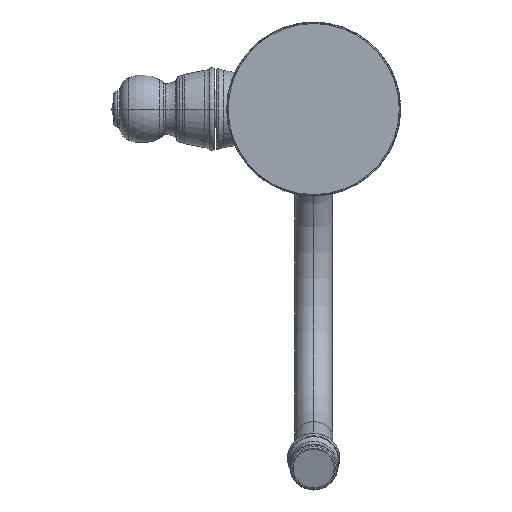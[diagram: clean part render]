
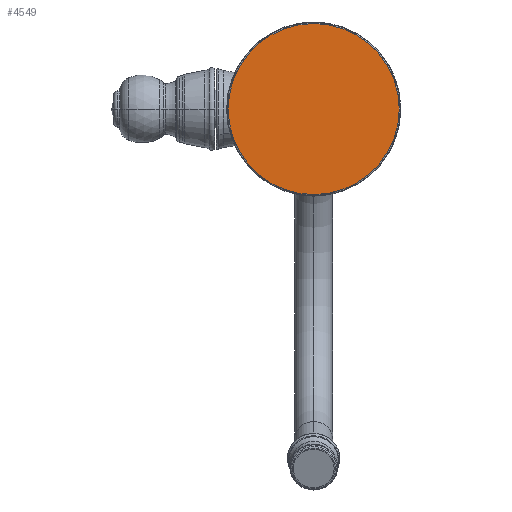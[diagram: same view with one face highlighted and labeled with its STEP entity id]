
A CAD part, front view. The second image highlights one B-rep face of the part: STEP entity #4549.
In plain terms, the highlighted planar face has unit normal (0, -1, 0).
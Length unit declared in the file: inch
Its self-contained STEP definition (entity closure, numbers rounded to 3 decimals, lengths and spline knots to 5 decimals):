
#1690=CARTESIAN_POINT('',(0.,0.,0.));
#1691=DIRECTION('',(0.,1.,0.));
#1692=DIRECTION('',(1.,0.,0.));
#1693=AXIS2_PLACEMENT_3D('',#1690,#1691,#1692);
#1695=CARTESIAN_POINT('',(0.,0.,0.));
#1696=DIRECTION('',(0.,1.,0.));
#1697=DIRECTION('',(-1.,0.,0.));
#1698=AXIS2_PLACEMENT_3D('',#1695,#1696,#1697);
#1728=CARTESIAN_POINT('',(1.13029,0.,0.));
#1729=CARTESIAN_POINT('',(-1.13029,0.,0.));
#1730=VERTEX_POINT('',#1728);
#1731=VERTEX_POINT('',#1729);
#4540=CARTESIAN_POINT('',(0.,0.,0.));
#4541=DIRECTION('',(0.,-1.,0.));
#4542=DIRECTION('',(-1.,0.,0.));
#4543=AXIS2_PLACEMENT_3D('',#4540,#4541,#4542);
#4544=PLANE('',#4543);
#4545=ORIENTED_EDGE('',*,*,#4507,.T.);
#4546=ORIENTED_EDGE('',*,*,#4522,.T.);
#4547=EDGE_LOOP('',(#4545,#4546));
#4548=FACE_OUTER_BOUND('',#4547,.F.);
#4549=ADVANCED_FACE('',(#4548),#4544,.T.);
#1694=CIRCLE('',#1693,1.13029);
#1699=CIRCLE('',#1698,1.13029);
#4507=EDGE_CURVE('',#1730,#1731,#1694,.T.);
#4522=EDGE_CURVE('',#1731,#1730,#1699,.T.);
